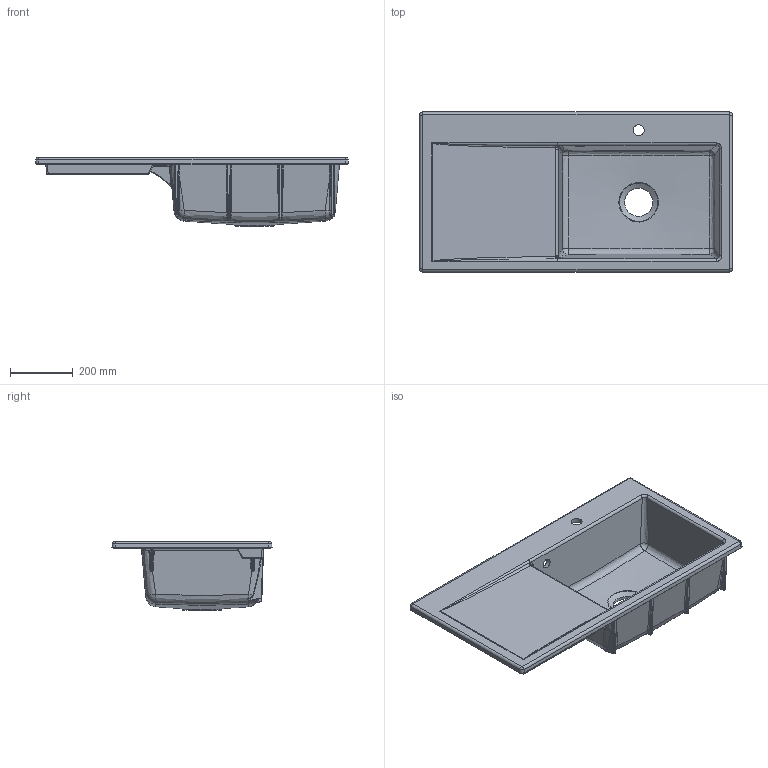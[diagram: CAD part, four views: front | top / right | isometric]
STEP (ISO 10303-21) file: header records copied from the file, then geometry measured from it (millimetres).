
FILE_DESCRIPTION(/* description */ (''),/* implementation_level */ '2;1');
FILE_NAME(/* name */ 'K3361_Paris_Sink-Basin-right.stp',/* time_stamp */ '2020-02-17T17:12:20+01:00',/* author */ (''),/* organization */ (''),/* preprocessor_version */ 'ST-DEVELOPER v16.7',/* originating_system */ 'SIEMENS PLM Software NX 1863',/* authorisation */ '');
FILE_SCHEMA (('AUTOMOTIVE_DESIGN { 1 0 10303 214 3 1 1 1 }'));
Length unit declared in the file: millimetre
Products named in the file (1): koeb1C6CCC2Busx4
Bounding box: 1001.8 x 511.8 x 220 mm (x, y, z)
Volume: 11731810.7 mm3; surface area: 1674853.3 mm2
Topology: 1 solids, 1 shells, 389 faces, 915 edges, 491 vertices
Faces by surface type: bspline 181, cylinder 111, plane 58, sphere 22, torus 14, cone 3
Full cylindrical faces by diameter (mm): 30 x1, 35 x1, 90 x1
Entity records: 28269 total; most frequent: CARTESIAN_POINT 20709, ORIENTED_EDGE 1722, DIRECTION 1372, EDGE_CURVE 861, AXIS2_PLACEMENT_3D 580, VERTEX_POINT 486, EDGE_LOOP 407, ADVANCED_FACE 389
